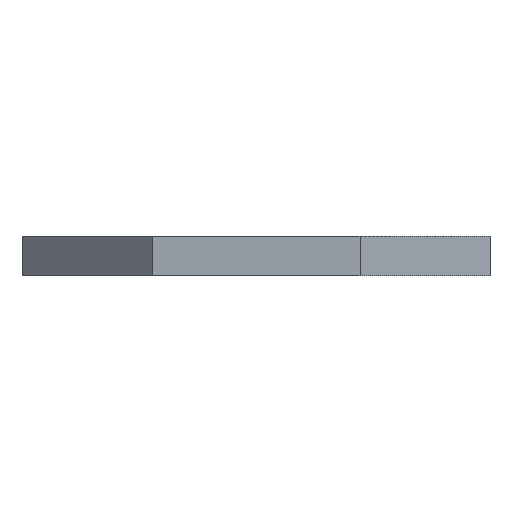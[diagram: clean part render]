
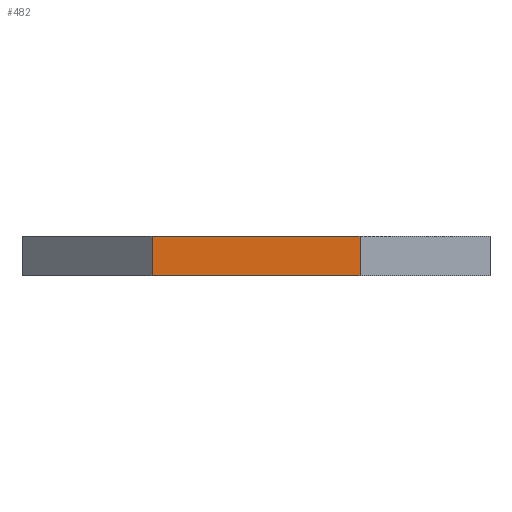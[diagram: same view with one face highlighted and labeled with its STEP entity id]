
A CAD part, left-side view. The second image highlights one B-rep face of the part: STEP entity #482.
In plain terms, the highlighted planar face has unit normal (-1, 0, 0).
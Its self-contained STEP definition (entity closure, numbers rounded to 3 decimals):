
#40 = VERTEX_POINT ( 'NONE', #703 ) ;
#83 = EDGE_CURVE ( 'NONE', #548, #705, #162, .T. ) ;
#86 = EDGE_LOOP ( 'NONE', ( #773, #928, #924, #810 ) ) ;
#121 = LINE ( 'NONE', #545, #572 ) ;
#139 = CARTESIAN_POINT ( 'NONE',  ( -95., -4., 0. ) ) ;
#148 = DIRECTION ( 'NONE',  ( 0., -1., 0. ) ) ;
#162 = LINE ( 'NONE', #195, #880 ) ;
#195 = CARTESIAN_POINT ( 'NONE',  ( -95., 4., 1.5 ) ) ;
#219 = VECTOR ( 'NONE', #739, 1000. ) ;
#250 = DIRECTION ( 'NONE',  ( 0., 0., -1. ) ) ;
#310 = EDGE_CURVE ( 'NONE', #705, #782, #121, .T. ) ;
#317 = DIRECTION ( 'NONE',  ( 0., -1., 0. ) ) ;
#391 = EDGE_CURVE ( 'NONE', #40, #782, #826, .T. ) ;
#400 = CARTESIAN_POINT ( 'NONE',  ( -95., 4., 0. ) ) ;
#413 = DIRECTION ( 'NONE',  ( 0., 0., -1. ) ) ;
#422 = LINE ( 'NONE', #796, #219 ) ;
#445 = AXIS2_PLACEMENT_3D ( 'NONE', #789, #858, #413 ) ;
#457 = FACE_OUTER_BOUND ( 'NONE', #86, .T. ) ;
#482 = ADVANCED_FACE ( 'NONE', ( #457 ), #566, .F. ) ;
#502 = CARTESIAN_POINT ( 'NONE',  ( -95., 4., 1.5 ) ) ;
#545 = CARTESIAN_POINT ( 'NONE',  ( -95., -4., 1.5 ) ) ;
#548 = VERTEX_POINT ( 'NONE', #502 ) ;
#549 = EDGE_CURVE ( 'NONE', #548, #40, #422, .T. ) ;
#566 = PLANE ( 'NONE',  #445 ) ;
#572 = VECTOR ( 'NONE', #250, 1000. ) ;
#599 = CARTESIAN_POINT ( 'NONE',  ( -95., -4., 1.5 ) ) ;
#703 = CARTESIAN_POINT ( 'NONE',  ( -95., 4., 0. ) ) ;
#705 = VERTEX_POINT ( 'NONE', #599 ) ;
#739 = DIRECTION ( 'NONE',  ( 0., 0., -1. ) ) ;
#773 = ORIENTED_EDGE ( 'NONE', *, *, #391, .T. ) ;
#782 = VERTEX_POINT ( 'NONE', #139 ) ;
#789 = CARTESIAN_POINT ( 'NONE',  ( -95., 4., 1.5 ) ) ;
#792 = VECTOR ( 'NONE', #148, 1000. ) ;
#796 = CARTESIAN_POINT ( 'NONE',  ( -95., 4., 1.5 ) ) ;
#810 = ORIENTED_EDGE ( 'NONE', *, *, #549, .T. ) ;
#826 = LINE ( 'NONE', #400, #792 ) ;
#858 = DIRECTION ( 'NONE',  ( 1., 0., 0. ) ) ;
#880 = VECTOR ( 'NONE', #317, 1000. ) ;
#924 = ORIENTED_EDGE ( 'NONE', *, *, #83, .F. ) ;
#928 = ORIENTED_EDGE ( 'NONE', *, *, #310, .F. ) ;
